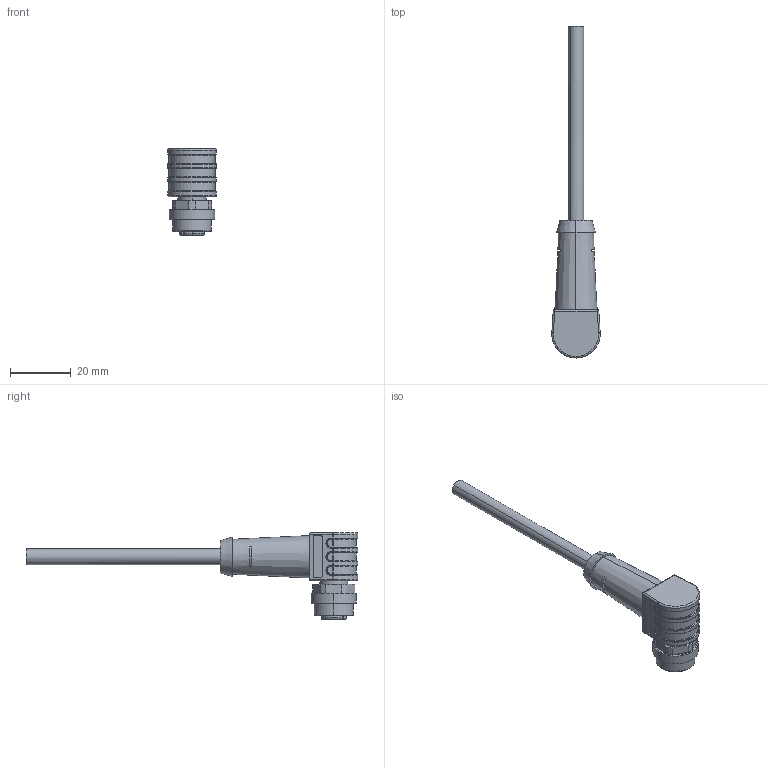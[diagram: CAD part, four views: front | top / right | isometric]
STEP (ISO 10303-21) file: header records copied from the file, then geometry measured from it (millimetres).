
FILE_DESCRIPTION(('CATIA V5 STEP Exchange','CAx-IF Rec.Pracs.--- Model Styling and Organization---1.5--- 2016-08-15','CAx-IF Rec.Pracs.---Supplemental Geometry---1.0---2011-11-01','CAx-IF Rec.Pracs.--- Composite Materials ---1.1---2010-07-15'),'2;1');
FILE_NAME ('270772-2_0', '2025-07-23T10:07:12+00:00', ('none'), ('Weidmueller'), 'CATIA Version 5-6 Release 2024 SP4', 'CATIA V5 STEP AP214 v3', 'none');
FILE_SCHEMA(('AUTOMOTIVE_DESIGN { 1 0 10303 214 1 1 1 1 }'));
Length unit declared in the file: millimetre
Products named in the file (1): 1424280000
Bounding box: 16 x 109.7 x 28.7 mm (x, y, z)
Volume: 9877.2 mm3; surface area: 4922.5 mm2
Topology: 1 solids, 1 shells, 295 faces, 712 edges, 442 vertices
Faces by surface type: cylinder 125, plane 65, torus 63, cone 42
Entity records: 8509 total; most frequent: CARTESIAN_POINT 2190, ORIENTED_EDGE 1424, DIRECTION 1000, EDGE_CURVE 712, AXIS2_PLACEMENT_3D 551, VERTEX_POINT 442, CIRCLE 362, EDGE_LOOP 320
